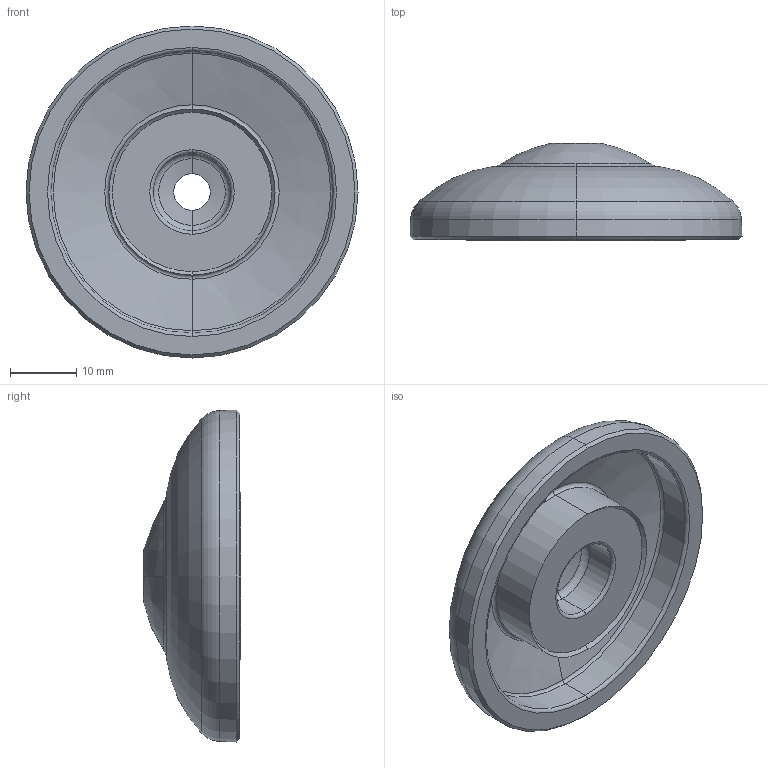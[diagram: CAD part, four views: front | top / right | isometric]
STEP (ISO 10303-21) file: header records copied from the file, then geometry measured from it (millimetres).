
FILE_DESCRIPTION (( 'STEP AP214' ), '1' );
FILE_NAME ('098e050e.STEP', '2014-08-12T12:03:07', ( '' ), ( '' ), 'SwSTEP 2.0', 'SolidWorks 2014', '' );
FILE_SCHEMA (( 'AUTOMOTIVE_DESIGN' ));
Length unit declared in the file: millimetre
Products named in the file (1): 098e050e
Bounding box: 49.97 x 14.6 x 49.97 mm (x, y, z)
Volume: 11529.5 mm3; surface area: 6389.6 mm2
Topology: 1 solids, 1 shells, 38 faces, 80 edges, 44 vertices
Faces by surface type: torus 16, cone 12, cylinder 6, sphere 2, plane 2
Entity records: 1060 total; most frequent: DIRECTION 220, CARTESIAN_POINT 163, ORIENTED_EDGE 160, AXIS2_PLACEMENT_3D 101, EDGE_CURVE 80, CIRCLE 62, VERTEX_POINT 44, EDGE_LOOP 40
